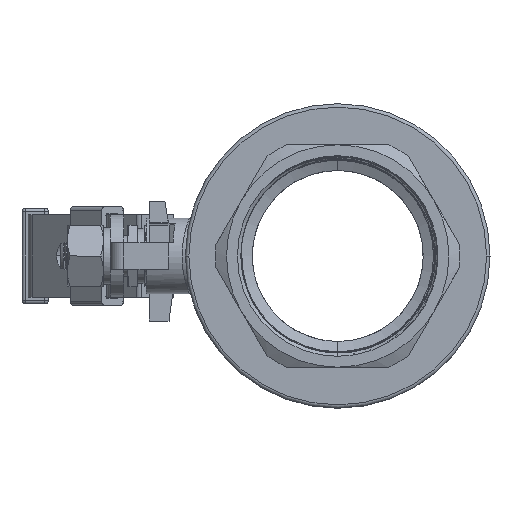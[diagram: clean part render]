
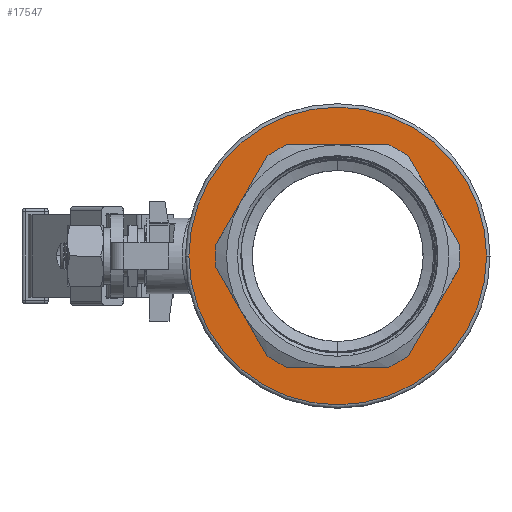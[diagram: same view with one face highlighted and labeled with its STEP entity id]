
A CAD part, left-side view. The second image highlights one B-rep face of the part: STEP entity #17547.
In plain terms, the highlighted face is planar.
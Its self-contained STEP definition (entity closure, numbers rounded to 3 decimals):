
#200 = VERTEX_POINT ( 'NONE', #23723 ) ;
#1553 = DIRECTION ( 'NONE',  ( 1., 0., 0. ) ) ;
#1571 = AXIS2_PLACEMENT_3D ( 'NONE', #12873, #56053, #4296 ) ;
#2259 = VERTEX_POINT ( 'NONE', #43178 ) ;
#2307 = CARTESIAN_POINT ( 'NONE',  ( -14.893, -10.932, 32.5 ) ) ;
#2398 = CARTESIAN_POINT ( 'NONE',  ( 0., -10.932, 0. ) ) ;
#2805 = VERTEX_POINT ( 'NONE', #2307 ) ;
#2955 = EDGE_CURVE ( 'NONE', #31631, #54058, #47371, .T. ) ;
#2987 = FACE_BOUND ( 'NONE', #29500, .T. ) ;
#3152 = EDGE_CURVE ( 'NONE', #25007, #25397, #49370, .T. ) ;
#3670 = CARTESIAN_POINT ( 'NONE',  ( 35.593, -10.932, -3.352 ) ) ;
#3708 = FACE_OUTER_BOUND ( 'NONE', #8610, .T. ) ;
#3748 = CARTESIAN_POINT ( 'NONE',  ( -35.593, -10.932, 3.352 ) ) ;
#4296 = DIRECTION ( 'NONE',  ( 0., 0., 1. ) ) ;
#6547 = AXIS2_PLACEMENT_3D ( 'NONE', #52598, #30469, #13427 ) ;
#7251 = VERTEX_POINT ( 'NONE', #21684 ) ;
#7501 = EDGE_CURVE ( 'NONE', #2259, #8158, #53312, .T. ) ;
#7529 = DIRECTION ( 'NONE',  ( -0.5, 0., -0.866 ) ) ;
#7604 = DIRECTION ( 'NONE',  ( 0.5, 0., 0.866 ) ) ;
#7848 = ORIENTED_EDGE ( 'NONE', *, *, #48444, .F. ) ;
#8158 = VERTEX_POINT ( 'NONE', #53612 ) ;
#8610 = EDGE_LOOP ( 'NONE', ( #22278, #31356 ) ) ;
#8698 = VERTEX_POINT ( 'NONE', #51094 ) ;
#9816 = CARTESIAN_POINT ( 'NONE',  ( -20.699, -10.932, 29.148 ) ) ;
#10293 = CARTESIAN_POINT ( 'NONE',  ( 44.5, -10.932, -32.5 ) ) ;
#11162 = ORIENTED_EDGE ( 'NONE', *, *, #3152, .F. ) ;
#11384 = DIRECTION ( 'NONE',  ( 0., 0., 1. ) ) ;
#11675 = CARTESIAN_POINT ( 'NONE',  ( -20.699, -10.932, -29.148 ) ) ;
#12360 = ORIENTED_EDGE ( 'NONE', *, *, #46020, .F. ) ;
#12873 = CARTESIAN_POINT ( 'NONE',  ( 0., -10.932, 0. ) ) ;
#13427 = DIRECTION ( 'NONE',  ( 0., 0., 1. ) ) ;
#14531 = CARTESIAN_POINT ( 'NONE',  ( 44.5, -10.932, 32.5 ) ) ;
#14590 = DIRECTION ( 'NONE',  ( 0., -1., 0. ) ) ;
#16460 = VECTOR ( 'NONE', #37174, 1000. ) ;
#17179 = DIRECTION ( 'NONE',  ( 0., 0., 1. ) ) ;
#17547 = ADVANCED_FACE ( 'NONE', ( #3708, #2987 ), #33225, .F. ) ;
#18070 = DIRECTION ( 'NONE',  ( -1., 0., 0. ) ) ;
#18463 = EDGE_CURVE ( 'NONE', #54058, #47876, #30165, .T. ) ;
#19165 = LINE ( 'NONE', #37373, #16460 ) ;
#19534 = DIRECTION ( 'NONE',  ( 1., 0., 0. ) ) ;
#19920 = DIRECTION ( 'NONE',  ( 0., 0., 1. ) ) ;
#20562 = EDGE_CURVE ( 'NONE', #21072, #2805, #49539, .T. ) ;
#21072 = VERTEX_POINT ( 'NONE', #9816 ) ;
#21632 = LINE ( 'NONE', #14531, #24959 ) ;
#21684 = CARTESIAN_POINT ( 'NONE',  ( 20.699, -10.932, -29.148 ) ) ;
#22243 = AXIS2_PLACEMENT_3D ( 'NONE', #37332, #29157, #11384 ) ;
#22278 = ORIENTED_EDGE ( 'NONE', *, *, #37431, .F. ) ;
#23723 = CARTESIAN_POINT ( 'NONE',  ( -43.5, -10.932, 0. ) ) ;
#24233 = DIRECTION ( 'NONE',  ( 0., -1., 0. ) ) ;
#24959 = VECTOR ( 'NONE', #1553, 1000. ) ;
#25007 = VERTEX_POINT ( 'NONE', #39815 ) ;
#25397 = VERTEX_POINT ( 'NONE', #47433 ) ;
#26530 = CIRCLE ( 'NONE', #53502, 43.5 ) ;
#26852 = AXIS2_PLACEMENT_3D ( 'NONE', #44890, #14590, #47918 ) ;
#27014 = CARTESIAN_POINT ( 'NONE',  ( -35.593, -10.932, 3.352 ) ) ;
#27412 = ORIENTED_EDGE ( 'NONE', *, *, #18463, .F. ) ;
#27703 = CIRCLE ( 'NONE', #37993, 35.75 ) ;
#27765 = CARTESIAN_POINT ( 'NONE',  ( 43.5, -10.932, 0. ) ) ;
#28185 = CIRCLE ( 'NONE', #6547, 35.75 ) ;
#28385 = VECTOR ( 'NONE', #50838, 1000. ) ;
#28670 = DIRECTION ( 'NONE',  ( 0., -1., 0. ) ) ;
#28856 = CARTESIAN_POINT ( 'NONE',  ( 44.5, -10.932, 0. ) ) ;
#28982 = CARTESIAN_POINT ( 'NONE',  ( 0., -10.932, 0. ) ) ;
#29035 = DIRECTION ( 'NONE',  ( 0., 0., -1. ) ) ;
#29157 = DIRECTION ( 'NONE',  ( 0., 1., 0. ) ) ;
#29500 = EDGE_LOOP ( 'NONE', ( #30630, #7848, #47347, #56317, #49866, #51490, #12360, #11162, #46698, #31080, #43326, #27412 ) ) ;
#30043 = DIRECTION ( 'NONE',  ( 0., 1., 0. ) ) ;
#30165 = CIRCLE ( 'NONE', #55189, 35.75 ) ;
#30469 = DIRECTION ( 'NONE',  ( 0., 1., 0. ) ) ;
#30630 = ORIENTED_EDGE ( 'NONE', *, *, #2955, .F. ) ;
#31080 = ORIENTED_EDGE ( 'NONE', *, *, #20562, .F. ) ;
#31356 = ORIENTED_EDGE ( 'NONE', *, *, #53560, .F. ) ;
#31631 = VERTEX_POINT ( 'NONE', #43598 ) ;
#33225 = PLANE ( 'NONE',  #46449 ) ;
#33909 = LINE ( 'NONE', #3670, #41356 ) ;
#37059 = CIRCLE ( 'NONE', #26852, 43.5 ) ;
#37154 = DIRECTION ( 'NONE',  ( 0., 1., 0. ) ) ;
#37174 = DIRECTION ( 'NONE',  ( 0.5, 0., -0.866 ) ) ;
#37332 = CARTESIAN_POINT ( 'NONE',  ( 0., -10.932, 0. ) ) ;
#37373 = CARTESIAN_POINT ( 'NONE',  ( 20.699, -10.932, 29.148 ) ) ;
#37431 = EDGE_CURVE ( 'NONE', #52691, #200, #26530, .T. ) ;
#37993 = AXIS2_PLACEMENT_3D ( 'NONE', #51002, #38540, #55380 ) ;
#38009 = CARTESIAN_POINT ( 'NONE',  ( 35.593, -10.932, -3.352 ) ) ;
#38163 = EDGE_CURVE ( 'NONE', #49338, #7251, #33909, .T. ) ;
#38540 = DIRECTION ( 'NONE',  ( 0., 1., 0. ) ) ;
#39815 = CARTESIAN_POINT ( 'NONE',  ( 14.893, -10.932, 32.5 ) ) ;
#39848 = CARTESIAN_POINT ( 'NONE',  ( -35.593, -10.932, -3.352 ) ) ;
#39974 = EDGE_CURVE ( 'NONE', #47876, #21072, #51342, .T. ) ;
#41336 = AXIS2_PLACEMENT_3D ( 'NONE', #46867, #30043, #17179 ) ;
#41356 = VECTOR ( 'NONE', #7529, 1000. ) ;
#43178 = CARTESIAN_POINT ( 'NONE',  ( 14.893, -10.932, -32.5 ) ) ;
#43326 = ORIENTED_EDGE ( 'NONE', *, *, #39974, .F. ) ;
#43598 = CARTESIAN_POINT ( 'NONE',  ( -20.699, -10.932, -29.148 ) ) ;
#44573 = VECTOR ( 'NONE', #7604, 1000. ) ;
#44890 = CARTESIAN_POINT ( 'NONE',  ( 0., -10.932, 0. ) ) ;
#46020 = EDGE_CURVE ( 'NONE', #25397, #8698, #19165, .T. ) ;
#46449 = AXIS2_PLACEMENT_3D ( 'NONE', #28856, #28670, #29035 ) ;
#46698 = ORIENTED_EDGE ( 'NONE', *, *, #52666, .F. ) ;
#46867 = CARTESIAN_POINT ( 'NONE',  ( 0., -10.932, 0. ) ) ;
#46992 = EDGE_CURVE ( 'NONE', #7251, #2259, #52914, .T. ) ;
#47347 = ORIENTED_EDGE ( 'NONE', *, *, #7501, .F. ) ;
#47371 = LINE ( 'NONE', #11675, #28385 ) ;
#47433 = CARTESIAN_POINT ( 'NONE',  ( 20.699, -10.932, 29.148 ) ) ;
#47876 = VERTEX_POINT ( 'NONE', #27014 ) ;
#47918 = DIRECTION ( 'NONE',  ( 1., 0., 0. ) ) ;
#48444 = EDGE_CURVE ( 'NONE', #8158, #31631, #27703, .T. ) ;
#49338 = VERTEX_POINT ( 'NONE', #38009 ) ;
#49370 = CIRCLE ( 'NONE', #41336, 35.75 ) ;
#49539 = CIRCLE ( 'NONE', #22243, 35.75 ) ;
#49866 = ORIENTED_EDGE ( 'NONE', *, *, #38163, .F. ) ;
#49933 = VECTOR ( 'NONE', #18070, 1000. ) ;
#50179 = EDGE_CURVE ( 'NONE', #8698, #49338, #28185, .T. ) ;
#50838 = DIRECTION ( 'NONE',  ( -0.5, 0., 0.866 ) ) ;
#51002 = CARTESIAN_POINT ( 'NONE',  ( 0., -10.932, 0. ) ) ;
#51094 = CARTESIAN_POINT ( 'NONE',  ( 35.593, -10.932, 3.352 ) ) ;
#51342 = LINE ( 'NONE', #3748, #44573 ) ;
#51490 = ORIENTED_EDGE ( 'NONE', *, *, #50179, .F. ) ;
#52598 = CARTESIAN_POINT ( 'NONE',  ( 0., -10.932, 0. ) ) ;
#52666 = EDGE_CURVE ( 'NONE', #2805, #25007, #21632, .T. ) ;
#52691 = VERTEX_POINT ( 'NONE', #27765 ) ;
#52914 = CIRCLE ( 'NONE', #1571, 35.75 ) ;
#53312 = LINE ( 'NONE', #10293, #49933 ) ;
#53502 = AXIS2_PLACEMENT_3D ( 'NONE', #28982, #24233, #19534 ) ;
#53560 = EDGE_CURVE ( 'NONE', #200, #52691, #37059, .T. ) ;
#53612 = CARTESIAN_POINT ( 'NONE',  ( -14.893, -10.932, -32.5 ) ) ;
#54058 = VERTEX_POINT ( 'NONE', #39848 ) ;
#55189 = AXIS2_PLACEMENT_3D ( 'NONE', #2398, #37154, #19920 ) ;
#55380 = DIRECTION ( 'NONE',  ( 0., 0., 1. ) ) ;
#56053 = DIRECTION ( 'NONE',  ( 0., 1., 0. ) ) ;
#56317 = ORIENTED_EDGE ( 'NONE', *, *, #46992, .F. ) ;
